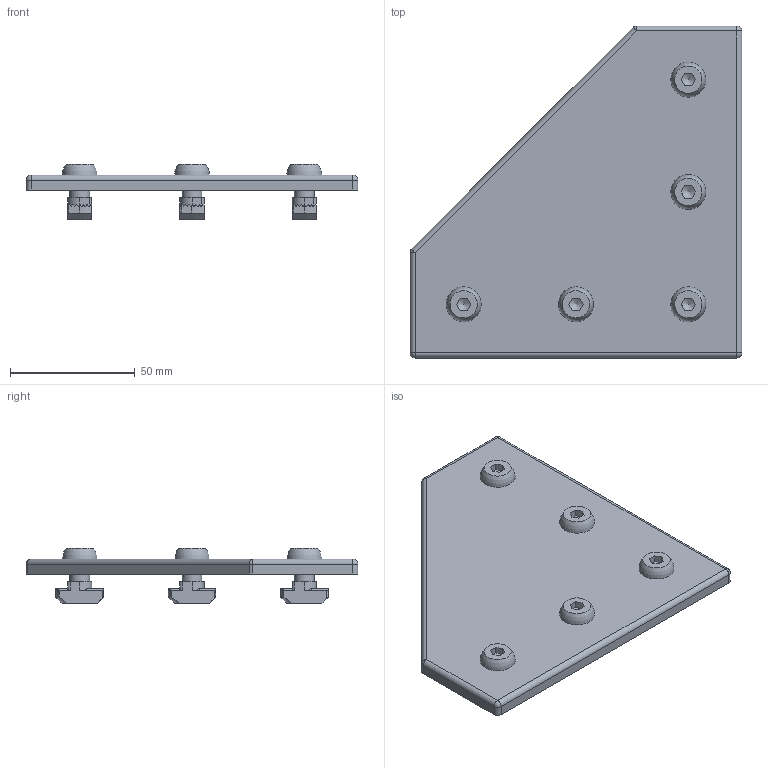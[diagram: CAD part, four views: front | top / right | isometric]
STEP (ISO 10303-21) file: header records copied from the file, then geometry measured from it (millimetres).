
FILE_DESCRIPTION(('STEP AP203'),'1');
FILE_NAME('FIXE10B1300.stp','2023-10-17T15:25:27',(' '),(' '),'Spatial InterOp 3D',' ',' ');
FILE_SCHEMA(('CONFIG_CONTROL_DESIGN'));
Length unit declared in the file: millimetre
Products named in the file (5): Kit de fixation; Vis BHC - M8x18; Ecrou tête rectangulaire 10 M8; Kit plaque de connexion LV1 135x135 - P1045; Plaque de connexion LV1 135x135
Assembly tree (8 placements, depth 3):
  Kit plaque de connexion LV1 135x135 - P1045
    Kit de fixation  x5
      Vis BHC - M8x18
      Ecrou tête rectangulaire 10 M8
    Plaque de connexion LV1 135x135
Bounding box: 133 x 133 x 22.4 mm (x, y, z)
Volume: 90973.7 mm3; surface area: 38902.2 mm2
Topology: 11 solids, 11 shells, 492 faces, 1370 edges, 900 vertices
Faces by surface type: plane 382, cylinder 70, cone 20, sphere 10, bspline 10
Full cylindrical faces by diameter (mm): 6.8 x5, 8 x10, 9 x5
Entity records: 5373 total; most frequent: CARTESIAN_POINT 812, DIRECTION 696, ORIENTED_EDGE 630, EDGE_CURVE 315, AXIS2_PLACEMENT_3D 259, VERTEX_POINT 216, PROPERTY_DEFINITION_REPRESENTATION 184, GENERAL_PROPERTY_ASSOCIATION 184
